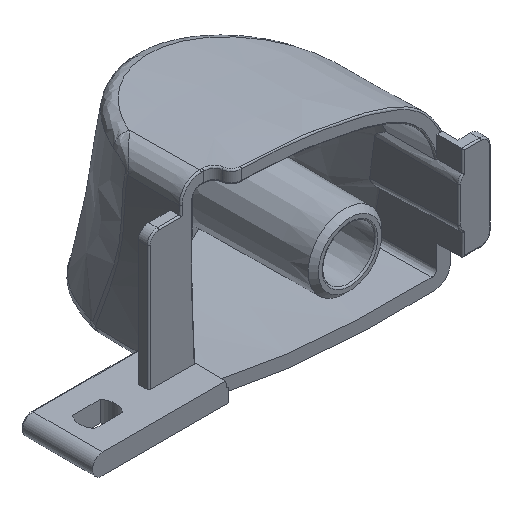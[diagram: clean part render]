
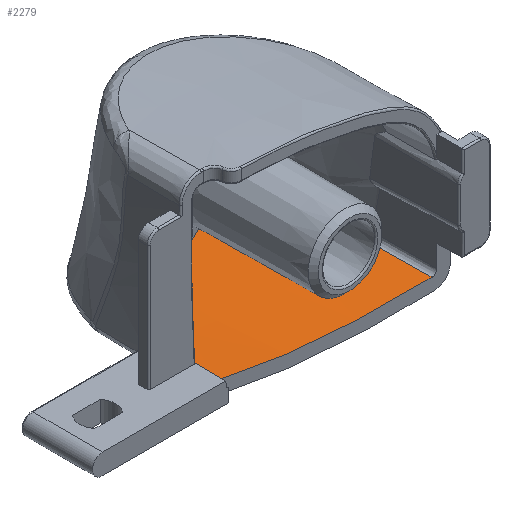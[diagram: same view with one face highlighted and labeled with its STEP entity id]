
A CAD part, isometric view. The second image highlights one B-rep face of the part: STEP entity #2279.
In plain terms, the highlighted free-form (B-spline) face has degree [3, 3] with [10, 4] control points.
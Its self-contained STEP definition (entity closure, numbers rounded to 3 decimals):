
#214=B_SPLINE_SURFACE_WITH_KNOTS('',3,3,((#4727,#4728,#4729,#4730),(#4731,
#4732,#4733,#4734),(#4735,#4736,#4737,#4738),(#4739,#4740,#4741,#4742),
(#4743,#4744,#4745,#4746),(#4747,#4748,#4749,#4750),(#4751,#4752,#4753,
#4754),(#4755,#4756,#4757,#4758),(#4759,#4760,#4761,#4762),(#4763,#4764,
#4765,#4766)),.UNSPECIFIED.,.F.,.F.,.F.,(4,1,1,1,1,1,1,4),(4,4),(0.091,
0.214,0.337,0.46,0.582,
0.705,0.828,0.951),(-2.072,
-0.252),.UNSPECIFIED.);
#284=FACE_OUTER_BOUND('',#418,.T.);
#418=EDGE_LOOP('',(#1767,#1768,#1769,#1770));
#565=B_SPLINE_CURVE_WITH_KNOTS('',3,(#4616,#4617,#4618,#4619,#4620,#4621),
 .UNSPECIFIED.,.F.,.F.,(4,2,4),(0.,0.675,1.067),
 .UNSPECIFIED.);
#573=B_SPLINE_CURVE_WITH_KNOTS('',3,(#4768,#4769,#4770,#4771),
 .UNSPECIFIED.,.F.,.F.,(4,4),(0.,0.798),
 .UNSPECIFIED.);
#574=B_SPLINE_CURVE_WITH_KNOTS('',3,(#4773,#4774,#4775,#4776,#4777,#4778,
#4779,#4780,#4781,#4782,#4783,#4784,#4785,#4786,#4787,#4788,#4789,#4790),
 .UNSPECIFIED.,.F.,.F.,(4,2,2,2,2,2,2,2,4),(0.569,0.805,
1.677,2.914,4.18,5.891,8.877,
10.532,11.75),.UNSPECIFIED.);
#575=B_SPLINE_CURVE_WITH_KNOTS('',3,(#4791,#4792,#4793,#4794),
 .UNSPECIFIED.,.F.,.F.,(4,4),(-0.984,0.175),
 .UNSPECIFIED.);
#977=VERTEX_POINT('',#4534);
#984=VERTEX_POINT('',#4575);
#990=VERTEX_POINT('',#4767);
#991=VERTEX_POINT('',#4772);
#1274=EDGE_CURVE('',#984,#977,#565,.T.);
#1282=EDGE_CURVE('',#984,#990,#573,.T.);
#1283=EDGE_CURVE('',#991,#990,#574,.T.);
#1284=EDGE_CURVE('',#991,#977,#575,.T.);
#1767=ORIENTED_EDGE('',*,*,#1274,.F.);
#1768=ORIENTED_EDGE('',*,*,#1282,.T.);
#1769=ORIENTED_EDGE('',*,*,#1283,.F.);
#1770=ORIENTED_EDGE('',*,*,#1284,.T.);
#2279=ADVANCED_FACE('',(#284),#214,.T.);
#4534=CARTESIAN_POINT('',(-10.489,2.5,-6.724));
#4575=CARTESIAN_POINT('',(10.547,2.5,-8.491));
#4616=CARTESIAN_POINT('Ctrl Pts',(10.547,2.5,-8.491));
#4617=CARTESIAN_POINT('Ctrl Pts',(8.299,2.5,-8.542));
#4618=CARTESIAN_POINT('Ctrl Pts',(4.224,2.5,-8.664));
#4619=CARTESIAN_POINT('Ctrl Pts',(-4.748,2.5,-7.831));
#4620=CARTESIAN_POINT('Ctrl Pts',(-6.794,2.5,-7.516));
#4621=CARTESIAN_POINT('Ctrl Pts',(-10.489,2.5,-6.724));
#4727=CARTESIAN_POINT('Ctrl Pts',(10.541,20.702,-8.253));
#4728=CARTESIAN_POINT('Ctrl Pts',(10.543,14.635,-8.332));
#4729=CARTESIAN_POINT('Ctrl Pts',(10.545,8.567,-8.412));
#4730=CARTESIAN_POINT('Ctrl Pts',(10.547,2.5,-8.491));
#4731=CARTESIAN_POINT('Ctrl Pts',(9.743,20.702,-8.271));
#4732=CARTESIAN_POINT('Ctrl Pts',(9.745,14.635,-8.35));
#4733=CARTESIAN_POINT('Ctrl Pts',(9.746,8.567,-8.43));
#4734=CARTESIAN_POINT('Ctrl Pts',(9.748,2.5,-8.509));
#4735=CARTESIAN_POINT('Ctrl Pts',(8.144,20.702,-8.309));
#4736=CARTESIAN_POINT('Ctrl Pts',(8.145,14.635,-8.389));
#4737=CARTESIAN_POINT('Ctrl Pts',(8.146,8.567,-8.468));
#4738=CARTESIAN_POINT('Ctrl Pts',(8.147,2.5,-8.548));
#4739=CARTESIAN_POINT('Ctrl Pts',(5.376,20.702,-8.302));
#4740=CARTESIAN_POINT('Ctrl Pts',(5.374,14.635,-8.382));
#4741=CARTESIAN_POINT('Ctrl Pts',(5.372,8.567,-8.461));
#4742=CARTESIAN_POINT('Ctrl Pts',(5.371,2.5,-8.54));
#4743=CARTESIAN_POINT('Ctrl Pts',(2.131,20.702,-8.18));
#4744=CARTESIAN_POINT('Ctrl Pts',(2.127,14.635,-8.259));
#4745=CARTESIAN_POINT('Ctrl Pts',(2.122,8.567,-8.338));
#4746=CARTESIAN_POINT('Ctrl Pts',(2.118,2.5,-8.418));
#4747=CARTESIAN_POINT('Ctrl Pts',(-1.274,20.702,-7.936));
#4748=CARTESIAN_POINT('Ctrl Pts',(-1.281,14.635,-8.015));
#4749=CARTESIAN_POINT('Ctrl Pts',(-1.288,8.567,-8.094));
#4750=CARTESIAN_POINT('Ctrl Pts',(-1.295,2.5,-8.173));
#4751=CARTESIAN_POINT('Ctrl Pts',(-4.468,20.702,-7.581));
#4752=CARTESIAN_POINT('Ctrl Pts',(-4.478,14.635,-7.66));
#4753=CARTESIAN_POINT('Ctrl Pts',(-4.489,8.567,-7.739));
#4754=CARTESIAN_POINT('Ctrl Pts',(-4.499,2.5,-7.818));
#4755=CARTESIAN_POINT('Ctrl Pts',(-7.395,20.702,-7.116));
#4756=CARTESIAN_POINT('Ctrl Pts',(-7.409,14.635,-7.195));
#4757=CARTESIAN_POINT('Ctrl Pts',(-7.423,8.567,-7.273));
#4758=CARTESIAN_POINT('Ctrl Pts',(-7.437,2.5,-7.351));
#4759=CARTESIAN_POINT('Ctrl Pts',(-9.387,20.702,-6.717));
#4760=CARTESIAN_POINT('Ctrl Pts',(-9.403,14.635,-6.795));
#4761=CARTESIAN_POINT('Ctrl Pts',(-9.419,8.567,-6.872));
#4762=CARTESIAN_POINT('Ctrl Pts',(-9.435,2.5,-6.95));
#4763=CARTESIAN_POINT('Ctrl Pts',(-10.439,20.702,-6.491));
#4764=CARTESIAN_POINT('Ctrl Pts',(-10.455,14.635,-6.569));
#4765=CARTESIAN_POINT('Ctrl Pts',(-10.472,8.567,-6.647));
#4766=CARTESIAN_POINT('Ctrl Pts',(-10.489,2.5,-6.724));
#4767=CARTESIAN_POINT('',(10.331,10.473,-8.391));
#4768=CARTESIAN_POINT('Ctrl Pts',(10.547,2.5,-8.491));
#4769=CARTESIAN_POINT('Ctrl Pts',(10.475,5.158,-8.458));
#4770=CARTESIAN_POINT('Ctrl Pts',(10.403,7.815,-8.425));
#4771=CARTESIAN_POINT('Ctrl Pts',(10.331,10.473,-8.391));
#4772=CARTESIAN_POINT('',(-10.344,14.086,-6.6));
#4773=CARTESIAN_POINT('Ctrl Pts',(-10.344,14.086,-6.6));
#4774=CARTESIAN_POINT('Ctrl Pts',(-10.133,14.639,-6.638));
#4775=CARTESIAN_POINT('Ctrl Pts',(-9.904,15.144,-6.679));
#4776=CARTESIAN_POINT('Ctrl Pts',(-8.794,17.286,-6.881));
#4777=CARTESIAN_POINT('Ctrl Pts',(-7.854,18.222,-7.047));
#4778=CARTESIAN_POINT('Ctrl Pts',(-6.449,19.417,-7.281));
#4779=CARTESIAN_POINT('Ctrl Pts',(-5.504,19.946,-7.427));
#4780=CARTESIAN_POINT('Ctrl Pts',(-3.422,20.618,-7.699));
#4781=CARTESIAN_POINT('Ctrl Pts',(-2.314,20.742,-7.82));
#4782=CARTESIAN_POINT('Ctrl Pts',(0.293,20.555,-8.058));
#4783=CARTESIAN_POINT('Ctrl Pts',(1.532,20.098,-8.138));
#4784=CARTESIAN_POINT('Ctrl Pts',(3.853,19.029,-8.273));
#4785=CARTESIAN_POINT('Ctrl Pts',(5.202,18.049,-8.323));
#4786=CARTESIAN_POINT('Ctrl Pts',(6.992,16.248,-8.364));
#4787=CARTESIAN_POINT('Ctrl Pts',(7.854,15.268,-8.375));
#4788=CARTESIAN_POINT('Ctrl Pts',(9.364,12.768,-8.384));
#4789=CARTESIAN_POINT('Ctrl Pts',(9.9,11.637,-8.386));
#4790=CARTESIAN_POINT('Ctrl Pts',(10.331,10.473,-8.391));
#4791=CARTESIAN_POINT('Ctrl Pts',(-10.344,14.086,-6.6));
#4792=CARTESIAN_POINT('Ctrl Pts',(-10.392,10.224,-6.642));
#4793=CARTESIAN_POINT('Ctrl Pts',(-10.44,6.362,-6.683));
#4794=CARTESIAN_POINT('Ctrl Pts',(-10.489,2.5,-6.724));
